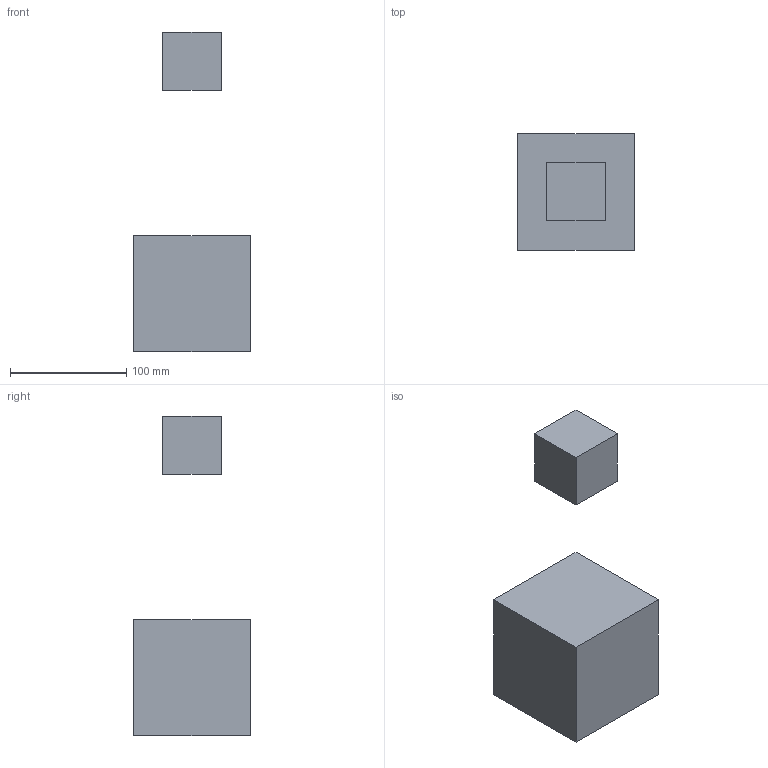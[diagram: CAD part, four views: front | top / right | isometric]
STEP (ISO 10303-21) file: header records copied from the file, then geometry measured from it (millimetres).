
FILE_DESCRIPTION(('CATIA V5 STEP Exchange'),'2;1');
FILE_NAME('Product1.stp','2022-12-24T09:53:33+00:00',('none'),('none'),'CATIA Version 5 Release 19 SP 2 (IN-10)','CATIA V5 STEP AP214','none');
FILE_SCHEMA(('AUTOMOTIVE_DESIGN { 1 0 10303 214 1 1 1 1 }'));
Length unit declared in the file: millimetre
Products named in the file (3): Product1; Part1; Part2
Assembly tree (2 placements, depth 2):
  Product1
    Part1
    Part2
Bounding box: 100 x 100 x 274.91 mm (x, y, z)
Volume: 1125000 mm3; surface area: 75000 mm2
Topology: 2 solids, 2 shells, 12 faces, 24 edges, 16 vertices
Faces by surface type: plane 12
Entity records: 376 total; most frequent: CARTESIAN_POINT 56, DIRECTION 56, ORIENTED_EDGE 48, VECTOR 24, EDGE_CURVE 24, LINE 24, AXIS2_PLACEMENT_3D 16, VERTEX_POINT 16
